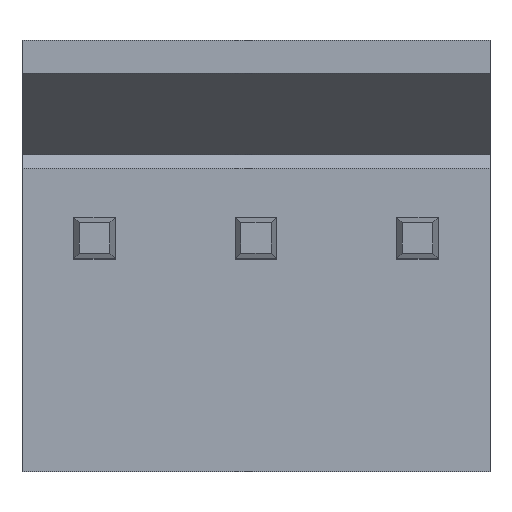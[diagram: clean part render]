
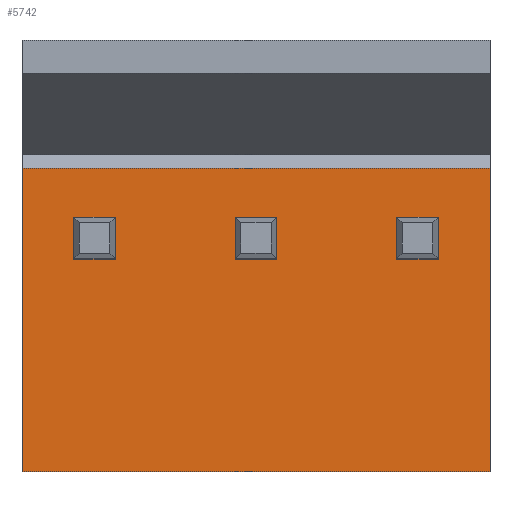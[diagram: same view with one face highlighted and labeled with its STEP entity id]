
A CAD part, top view. The second image highlights one B-rep face of the part: STEP entity #5742.
In plain terms, the highlighted planar face has unit normal (0, 0, 1).
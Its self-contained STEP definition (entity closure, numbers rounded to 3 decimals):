
#422=ORIENTED_EDGE('',*,*,#1578,.T.);
#423=ORIENTED_EDGE('',*,*,#1579,.T.);
#424=ORIENTED_EDGE('',*,*,#1580,.T.);
#425=ORIENTED_EDGE('',*,*,#1581,.T.);
#426=ORIENTED_EDGE('',*,*,#1582,.T.);
#427=ORIENTED_EDGE('',*,*,#1583,.T.);
#428=ORIENTED_EDGE('',*,*,#1584,.T.);
#429=ORIENTED_EDGE('',*,*,#1585,.T.);
#430=ORIENTED_EDGE('',*,*,#1586,.T.);
#431=ORIENTED_EDGE('',*,*,#1587,.T.);
#432=ORIENTED_EDGE('',*,*,#1588,.T.);
#433=ORIENTED_EDGE('',*,*,#1589,.T.);
#434=ORIENTED_EDGE('',*,*,#1590,.T.);
#435=ORIENTED_EDGE('',*,*,#1591,.T.);
#436=ORIENTED_EDGE('',*,*,#1592,.F.);
#437=ORIENTED_EDGE('',*,*,#1593,.F.);
#1578=EDGE_CURVE('',#2160,#2161,#2556,.T.);
#1579=EDGE_CURVE('',#2161,#2162,#2557,.T.);
#1580=EDGE_CURVE('',#2162,#2163,#2558,.T.);
#1581=EDGE_CURVE('',#2163,#2160,#2559,.T.);
#1582=EDGE_CURVE('',#2164,#2165,#2560,.T.);
#1583=EDGE_CURVE('',#2165,#2166,#2561,.T.);
#1584=EDGE_CURVE('',#2166,#2167,#2562,.T.);
#1585=EDGE_CURVE('',#2167,#2164,#2563,.T.);
#1586=EDGE_CURVE('',#2168,#2169,#2564,.T.);
#1587=EDGE_CURVE('',#2169,#2170,#2565,.T.);
#1588=EDGE_CURVE('',#2170,#2171,#2566,.T.);
#1589=EDGE_CURVE('',#2171,#2168,#2567,.T.);
#1590=EDGE_CURVE('',#2172,#2173,#2568,.T.);
#1591=EDGE_CURVE('',#2173,#2174,#2569,.T.);
#1592=EDGE_CURVE('',#2175,#2174,#2570,.T.);
#1593=EDGE_CURVE('',#2172,#2175,#2571,.T.);
#2160=VERTEX_POINT('',#7092);
#2161=VERTEX_POINT('',#7093);
#2162=VERTEX_POINT('',#7095);
#2163=VERTEX_POINT('',#7097);
#2164=VERTEX_POINT('',#7100);
#2165=VERTEX_POINT('',#7101);
#2166=VERTEX_POINT('',#7103);
#2167=VERTEX_POINT('',#7105);
#2168=VERTEX_POINT('',#7108);
#2169=VERTEX_POINT('',#7109);
#2170=VERTEX_POINT('',#7111);
#2171=VERTEX_POINT('',#7113);
#2172=VERTEX_POINT('',#7116);
#2173=VERTEX_POINT('',#7117);
#2174=VERTEX_POINT('',#7119);
#2175=VERTEX_POINT('',#7121);
#2556=LINE('',#7091,#2876);
#2557=LINE('',#7094,#2877);
#2558=LINE('',#7096,#2878);
#2559=LINE('',#7098,#2879);
#2560=LINE('',#7099,#2880);
#2561=LINE('',#7102,#2881);
#2562=LINE('',#7104,#2882);
#2563=LINE('',#7106,#2883);
#2564=LINE('',#7107,#2884);
#2565=LINE('',#7110,#2885);
#2566=LINE('',#7112,#2886);
#2567=LINE('',#7114,#2887);
#2568=LINE('',#7115,#2888);
#2569=LINE('',#7118,#2889);
#2570=LINE('',#7120,#2890);
#2571=LINE('',#7122,#2891);
#2876=VECTOR('',#6304,1000.);
#2877=VECTOR('',#6305,1000.);
#2878=VECTOR('',#6306,1000.);
#2879=VECTOR('',#6307,1000.);
#2880=VECTOR('',#6308,1000.);
#2881=VECTOR('',#6309,1000.);
#2882=VECTOR('',#6310,1000.);
#2883=VECTOR('',#6311,1000.);
#2884=VECTOR('',#6312,1000.);
#2885=VECTOR('',#6313,1000.);
#2886=VECTOR('',#6314,1000.);
#2887=VECTOR('',#6315,1000.);
#2888=VECTOR('',#6316,1000.);
#2889=VECTOR('',#6317,1000.);
#2890=VECTOR('',#6318,1000.);
#2891=VECTOR('',#6319,1000.);
#3169=EDGE_LOOP('',(#422,#423,#424,#425));
#3170=EDGE_LOOP('',(#426,#427,#428,#429));
#3171=EDGE_LOOP('',(#430,#431,#432,#433));
#3172=EDGE_LOOP('',(#434,#435,#436,#437));
#3451=FACE_BOUND('',#3169,.T.);
#3452=FACE_BOUND('',#3170,.T.);
#3453=FACE_BOUND('',#3171,.T.);
#3454=FACE_BOUND('',#3172,.T.);
#3727=PLANE('',#6024);
#5742=ADVANCED_FACE('',(#3451,#3452,#3453,#3454),#3727,.T.);
#6024=AXIS2_PLACEMENT_3D('',#7090,#6302,#6303);
#6302=DIRECTION('',(0.,0.,1.));
#6303=DIRECTION('',(1.,0.,0.));
#6304=DIRECTION('',(0.,-1.,0.));
#6305=DIRECTION('',(-1.,0.,0.));
#6306=DIRECTION('',(0.,1.,0.));
#6307=DIRECTION('',(1.,0.,0.));
#6308=DIRECTION('',(0.,-1.,0.));
#6309=DIRECTION('',(-1.,0.,0.));
#6310=DIRECTION('',(0.,1.,0.));
#6311=DIRECTION('',(1.,0.,0.));
#6312=DIRECTION('',(-1.,0.,0.));
#6313=DIRECTION('',(0.,1.,0.));
#6314=DIRECTION('',(1.,0.,0.));
#6315=DIRECTION('',(0.,-1.,0.));
#6316=DIRECTION('',(0.,1.,0.));
#6317=DIRECTION('',(-1.,0.,0.));
#6318=DIRECTION('',(0.,1.,0.));
#6319=DIRECTION('',(-1.,0.,0.));
#7090=CARTESIAN_POINT('',(5.738,-5.715,2.819));
#7091=CARTESIAN_POINT('',(4.468,0.508,2.819));
#7092=CARTESIAN_POINT('',(4.468,0.508,2.819));
#7093=CARTESIAN_POINT('',(4.468,-0.508,2.819));
#7094=CARTESIAN_POINT('',(4.468,-0.508,2.819));
#7095=CARTESIAN_POINT('',(3.452,-0.508,2.819));
#7096=CARTESIAN_POINT('',(3.452,-0.508,2.819));
#7097=CARTESIAN_POINT('',(3.452,0.508,2.819));
#7098=CARTESIAN_POINT('',(3.452,0.508,2.819));
#7099=CARTESIAN_POINT('',(0.508,0.508,2.819));
#7100=CARTESIAN_POINT('',(0.508,0.508,2.819));
#7101=CARTESIAN_POINT('',(0.508,-0.508,2.819));
#7102=CARTESIAN_POINT('',(0.508,-0.508,2.819));
#7103=CARTESIAN_POINT('',(-0.508,-0.508,2.819));
#7104=CARTESIAN_POINT('',(-0.508,-0.508,2.819));
#7105=CARTESIAN_POINT('',(-0.508,0.508,2.819));
#7106=CARTESIAN_POINT('',(-0.508,0.508,2.819));
#7107=CARTESIAN_POINT('',(-3.452,-0.508,2.819));
#7108=CARTESIAN_POINT('',(-3.452,-0.508,2.819));
#7109=CARTESIAN_POINT('',(-4.468,-0.508,2.819));
#7110=CARTESIAN_POINT('',(-4.468,-0.508,2.819));
#7111=CARTESIAN_POINT('',(-4.468,0.508,2.819));
#7112=CARTESIAN_POINT('',(-4.468,0.508,2.819));
#7113=CARTESIAN_POINT('',(-3.452,0.508,2.819));
#7114=CARTESIAN_POINT('',(-3.452,0.508,2.819));
#7115=CARTESIAN_POINT('',(5.738,-5.715,2.819));
#7116=CARTESIAN_POINT('',(5.738,-5.715,2.819));
#7117=CARTESIAN_POINT('',(5.738,1.725,2.819));
#7118=CARTESIAN_POINT('',(5.738,1.725,2.819));
#7119=CARTESIAN_POINT('',(-5.738,1.725,2.819));
#7120=CARTESIAN_POINT('',(-5.738,-5.715,2.819));
#7121=CARTESIAN_POINT('',(-5.738,-5.715,2.819));
#7122=CARTESIAN_POINT('',(5.738,-5.715,2.819));
